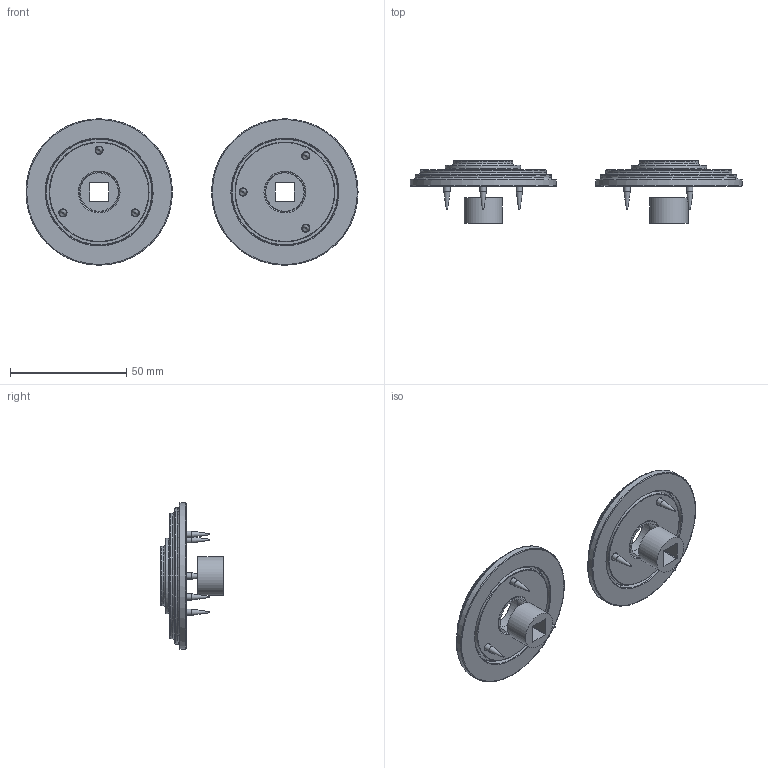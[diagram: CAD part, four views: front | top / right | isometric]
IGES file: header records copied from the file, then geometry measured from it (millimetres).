
Global section: file name: P8008-C; native system: Autodesk Inventor 2018; preprocessor: unknown; author: aprice; date: 20190708.083033; units: millimetre
Bounding box: 143 x 27 x 63 mm (x, y, z)
Volume: 40078.4 mm3; surface area: 25839.5 mm2
Topology: 12 solids, 12 shells, 234 faces, 630 edges, 442 vertices
Faces by surface type: bspline 234
